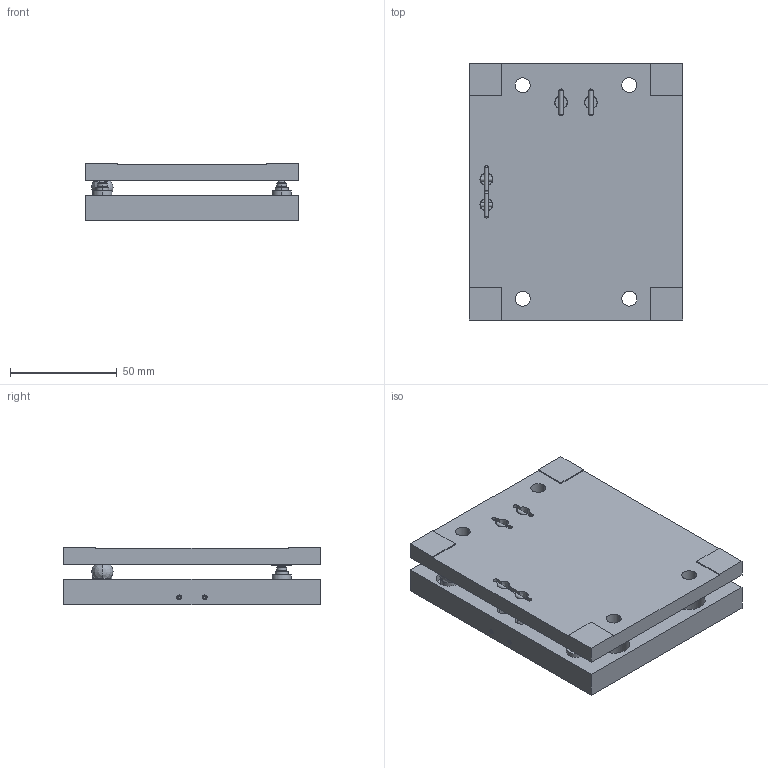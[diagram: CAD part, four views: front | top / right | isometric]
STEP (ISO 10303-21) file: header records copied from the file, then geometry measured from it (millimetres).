
FILE_DESCRIPTION(/* description */ (''),/* implementation_level */ '2;1');
FILE_NAME(/* name */ '02_GTP-120x100',/* time_stamp */ '2024-08-09T11:38:17+03:00',/* author */ (''),/* organization */ (''),/* preprocessor_version */ 'ST-DEVELOPER v15',/* originating_system */ '',/* authorisation */ '');
FILE_SCHEMA (('AUTOMOTIVE_DESIGN'));
Length unit declared in the file: millimetre
Products named in the file (1): Document
Bounding box: 100 x 120 x 27 mm (x, y, z)
Volume: 218536.3 mm3; surface area: 67972.9 mm2
Topology: 20 solids, 20 shells, 367 faces, 924 edges, 600 vertices
Faces by surface type: bspline 367
Entity records: 24831 total; most frequent: CARTESIAN_POINT 13328, B_SPLINE_CURVE_WITH_KNOTS 1880, ORIENTED_EDGE 1832, PCURVE 1832, DEFINITIONAL_REPRESENTATION 1832, SURFACE_CURVE 916, EDGE_CURVE 916, VERTEX_POINT 600
